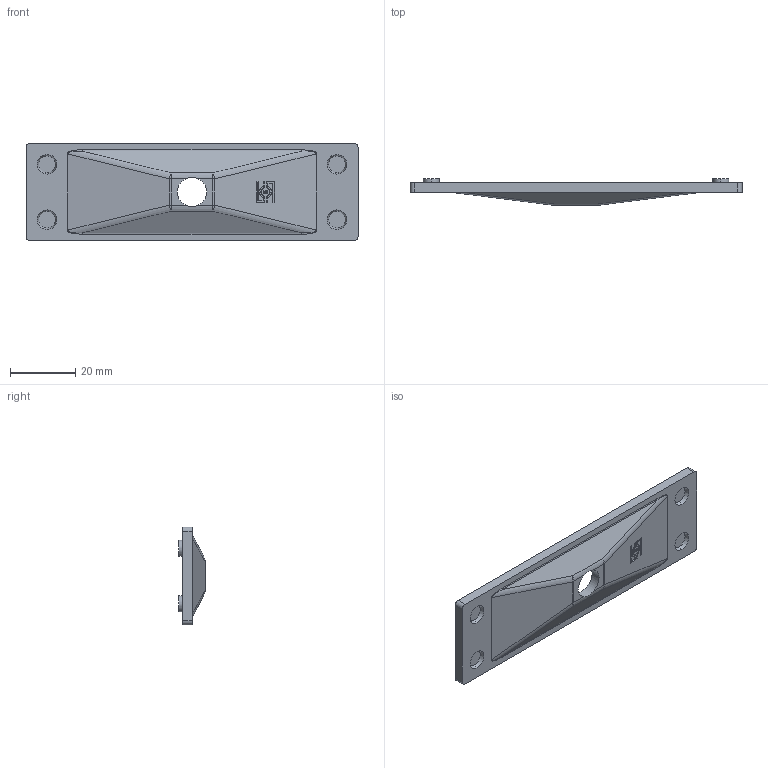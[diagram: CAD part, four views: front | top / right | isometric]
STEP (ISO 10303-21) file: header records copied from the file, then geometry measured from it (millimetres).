
FILE_DESCRIPTION (( 'STEP AP214' ), '1' );
FILE_NAME ('1130000767-00 - GD-5D-W3.STEP', '2025-02-19T10:02:12', ( '' ), ( '' ), 'SwSTEP 2.0', 'SolidWorks 2022', '' );
FILE_SCHEMA (( 'AUTOMOTIVE_DESIGN' ));
Length unit declared in the file: millimetre
Products named in the file (1): 1130000767-00 - GD-5D-W3
Bounding box: 102 x 8.2 x 30 mm (x, y, z)
Volume: 9221.3 mm3; surface area: 7191.6 mm2
Topology: 1 solids, 1 shells, 129 faces, 324 edges, 200 vertices
Faces by surface type: plane 56, cylinder 40, bspline 21, cone 8, sphere 4
Entity records: 4416 total; most frequent: CARTESIAN_POINT 1467, ORIENTED_EDGE 632, DIRECTION 572, EDGE_CURVE 316, VERTEX_POINT 200, AXIS2_PLACEMENT_3D 197, VECTOR 178, LINE 178
